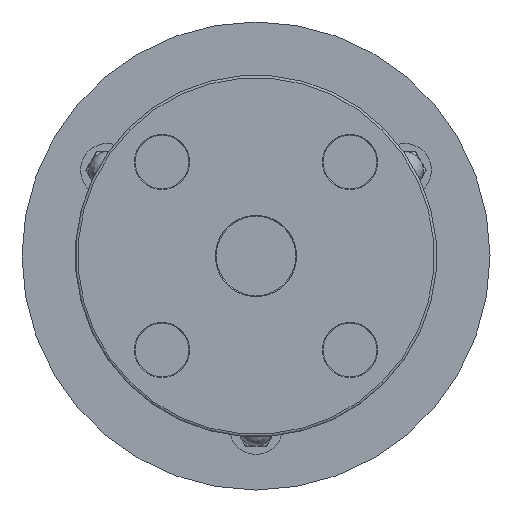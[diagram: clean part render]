
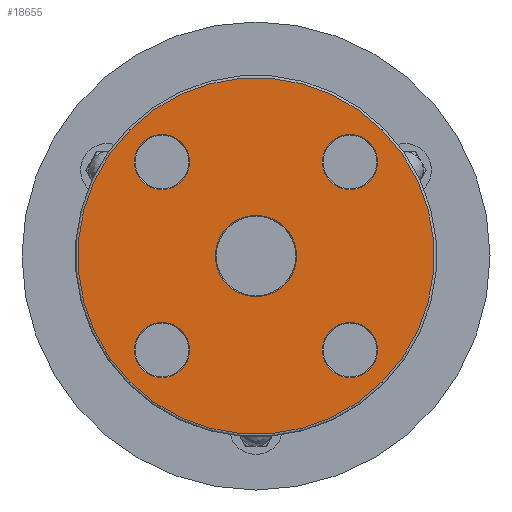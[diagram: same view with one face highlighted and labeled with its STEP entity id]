
A CAD part, front view. The second image highlights one B-rep face of the part: STEP entity #18655.
In plain terms, the highlighted planar face has unit normal (0, -1, 0).
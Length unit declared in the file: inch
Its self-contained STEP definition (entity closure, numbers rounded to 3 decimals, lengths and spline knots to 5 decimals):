
#18549=CARTESIAN_POINT('',(-1.48139,-2.69,1.48139));
#18550=VERTEX_POINT('',#18549);
#18551=CARTESIAN_POINT('',(0.,-2.69,0.));
#18552=DIRECTION('',(0.,1.,0.));
#18553=DIRECTION('',(0.707,0.,-0.707));
#18554=AXIS2_PLACEMENT_3D('',#18551,#18552,#18553);
#18555=CIRCLE('',#18554,2.095);
#18556=EDGE_CURVE('',#18550,#18550,#18555,.T.);
#18592=CARTESIAN_POINT('',(-0.91676,-2.69,0.91676));
#18593=DIRECTION('',(0.0,-1.0,0.0));
#18594=DIRECTION('',(0.707,0.0,0.707));
#18595=AXIS2_PLACEMENT_3D('',#18592,#18593,#18594);
#18596=PLANE('',#18595);
#18597=ORIENTED_EDGE('',*,*,#18556,.F.);
#18598=EDGE_LOOP('',(#18597));
#18599=FACE_OUTER_BOUND('',#18598,.T.);
#18600=CARTESIAN_POINT('',(0.87504,-2.69,1.33466));
#18601=VERTEX_POINT('',#18600);
#18602=CARTESIAN_POINT('',(1.10485,-2.69,1.10485));
#18603=DIRECTION('',(0.,-1.0,0.));
#18604=DIRECTION('',(0.707,0.,-0.707));
#18605=AXIS2_PLACEMENT_3D('',#18602,#18603,#18604);
#18606=CIRCLE('',#18605,0.325);
#18607=EDGE_CURVE('',#18601,#18601,#18606,.T.);
#18608=ORIENTED_EDGE('',*,*,#18607,.F.);
#18609=EDGE_LOOP('',(#18608));
#18610=FACE_BOUND('',#18609,.T.);
#18611=CARTESIAN_POINT('',(1.33466,-2.69,-0.87504));
#18612=VERTEX_POINT('',#18611);
#18613=CARTESIAN_POINT('',(1.10485,-2.69,-1.10485));
#18614=DIRECTION('',(0.,-1.0,0.));
#18615=DIRECTION('',(-0.707,0.,-0.707));
#18616=AXIS2_PLACEMENT_3D('',#18613,#18614,#18615);
#18617=CIRCLE('',#18616,0.325);
#18618=EDGE_CURVE('',#18612,#18612,#18617,.T.);
#18619=ORIENTED_EDGE('',*,*,#18618,.F.);
#18620=EDGE_LOOP('',(#18619));
#18621=FACE_BOUND('',#18620,.T.);
#18622=CARTESIAN_POINT('',(-0.87504,-2.69,-1.33466));
#18623=VERTEX_POINT('',#18622);
#18624=CARTESIAN_POINT('',(-1.10485,-2.69,-1.10485));
#18625=DIRECTION('',(0.,-1.0,0.));
#18626=DIRECTION('',(-0.707,0.,0.707));
#18627=AXIS2_PLACEMENT_3D('',#18624,#18625,#18626);
#18628=CIRCLE('',#18627,0.325);
#18629=EDGE_CURVE('',#18623,#18623,#18628,.T.);
#18630=ORIENTED_EDGE('',*,*,#18629,.F.);
#18631=EDGE_LOOP('',(#18630));
#18632=FACE_BOUND('',#18631,.T.);
#18633=CARTESIAN_POINT('',(-0.338,-2.69,0.338));
#18634=VERTEX_POINT('',#18633);
#18635=CARTESIAN_POINT('',(0.,-2.69,0.));
#18636=DIRECTION('',(0.,-1.0,0.));
#18637=DIRECTION('',(0.707,0.,-0.707));
#18638=AXIS2_PLACEMENT_3D('',#18635,#18636,#18637);
#18639=CIRCLE('',#18638,0.478);
#18640=EDGE_CURVE('',#18634,#18634,#18639,.T.);
#18641=ORIENTED_EDGE('',*,*,#18640,.F.);
#18642=EDGE_LOOP('',(#18641));
#18643=FACE_BOUND('',#18642,.T.);
#18644=CARTESIAN_POINT('',(-1.33466,-2.69,0.87504));
#18645=VERTEX_POINT('',#18644);
#18646=CARTESIAN_POINT('',(-1.10485,-2.69,1.10485));
#18647=DIRECTION('',(0.,-1.0,0.));
#18648=DIRECTION('',(0.707,0.,0.707));
#18649=AXIS2_PLACEMENT_3D('',#18646,#18647,#18648);
#18650=CIRCLE('',#18649,0.325);
#18651=EDGE_CURVE('',#18645,#18645,#18650,.T.);
#18652=ORIENTED_EDGE('',*,*,#18651,.F.);
#18653=EDGE_LOOP('',(#18652));
#18654=FACE_BOUND('',#18653,.T.);
#18655=ADVANCED_FACE('',(#18599,#18610,#18621,#18632,#18643,#18654),#18596,.T.);
